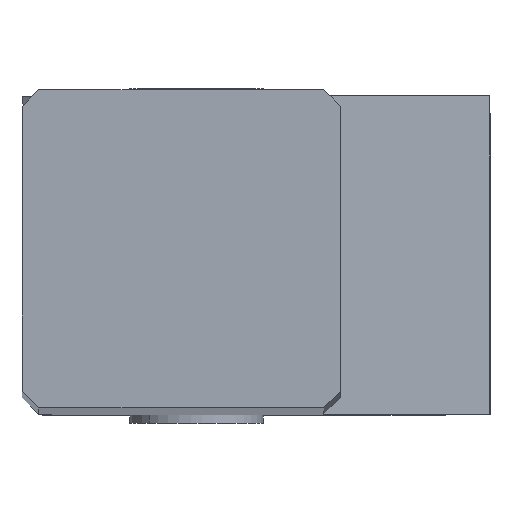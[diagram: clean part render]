
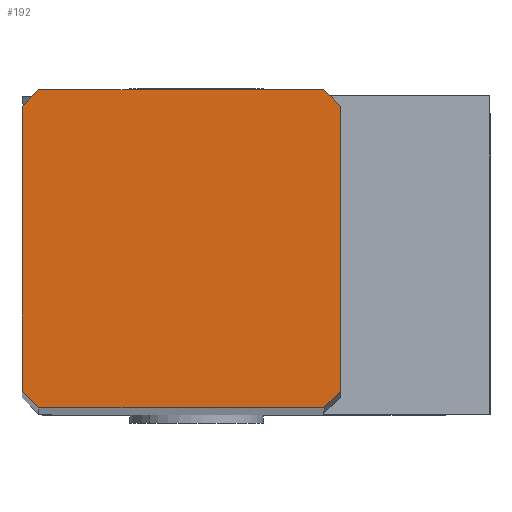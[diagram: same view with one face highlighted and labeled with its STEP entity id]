
A CAD part, top view. The second image highlights one B-rep face of the part: STEP entity #192.
In plain terms, the highlighted planar face has unit normal (0, 0, 1).
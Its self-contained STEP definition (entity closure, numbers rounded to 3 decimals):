
#120=FACE_OUTER_BOUND('',#311,.T.);
#192=ADVANCED_FACE('',(#120),#256,.T.);
#256=PLANE('',#1587);
#311=EDGE_LOOP('',(#475,#476,#477,#478,#479,#480,#481,#482));
#475=ORIENTED_EDGE('',*,*,#963,.T.);
#476=ORIENTED_EDGE('',*,*,#964,.F.);
#477=ORIENTED_EDGE('',*,*,#965,.F.);
#478=ORIENTED_EDGE('',*,*,#966,.F.);
#479=ORIENTED_EDGE('',*,*,#962,.F.);
#480=ORIENTED_EDGE('',*,*,#952,.F.);
#481=ORIENTED_EDGE('',*,*,#948,.F.);
#482=ORIENTED_EDGE('',*,*,#967,.F.);
#801=VERTEX_POINT('',#2254);
#802=VERTEX_POINT('',#2256);
#805=VERTEX_POINT('',#2264);
#812=VERTEX_POINT('',#2282);
#813=VERTEX_POINT('',#2286);
#814=VERTEX_POINT('',#2287);
#815=VERTEX_POINT('',#2289);
#816=VERTEX_POINT('',#2291);
#948=EDGE_CURVE('',#801,#802,#1260,.T.);
#952=EDGE_CURVE('',#802,#805,#1262,.T.);
#962=EDGE_CURVE('',#805,#812,#1272,.T.);
#963=EDGE_CURVE('',#813,#814,#1273,.T.);
#964=EDGE_CURVE('',#815,#814,#1274,.T.);
#965=EDGE_CURVE('',#816,#815,#1275,.T.);
#966=EDGE_CURVE('',#812,#816,#1276,.T.);
#967=EDGE_CURVE('',#813,#801,#1277,.T.);
#1260=LINE('',#2255,#1381);
#1262=LINE('',#2263,#1383);
#1272=LINE('',#2283,#1393);
#1273=LINE('',#2285,#1394);
#1274=LINE('',#2288,#1395);
#1275=LINE('',#2290,#1396);
#1276=LINE('',#2292,#1397);
#1277=LINE('',#2293,#1398);
#1381=VECTOR('',#1827,1.);
#1383=VECTOR('',#1835,1.);
#1393=VECTOR('',#1849,1.);
#1394=VECTOR('',#1852,1.);
#1395=VECTOR('',#1853,1.);
#1396=VECTOR('',#1854,1.);
#1397=VECTOR('',#1855,1.);
#1398=VECTOR('',#1856,1.);
#1587=AXIS2_PLACEMENT_3D('',#2294,#1857,#1858);
#1827=DIRECTION('',(-1.,0.,0.));
#1835=DIRECTION('',(-0.707,0.707,0.));
#1849=DIRECTION('',(0.,1.,0.));
#1852=DIRECTION('',(0.,1.,0.));
#1853=DIRECTION('',(0.707,-0.707,0.));
#1854=DIRECTION('',(1.,0.,0.));
#1855=DIRECTION('',(0.707,0.707,0.));
#1856=DIRECTION('',(-0.707,-0.707,0.));
#1857=DIRECTION('',(0.,0.,1.));
#1858=DIRECTION('',(1.,0.,0.));
#2254=CARTESIAN_POINT('',(-0.5,0.,0.));
#2255=CARTESIAN_POINT('',(-0.5,0.,0.));
#2256=CARTESIAN_POINT('',(-9.025,0.,0.));
#2263=CARTESIAN_POINT('',(-9.025,0.,0.));
#2264=CARTESIAN_POINT('',(-9.525,0.5,0.));
#2282=CARTESIAN_POINT('',(-9.525,9.025,0.));
#2283=CARTESIAN_POINT('',(-9.525,0.5,0.));
#2285=CARTESIAN_POINT('',(0.,0.5,0.));
#2286=CARTESIAN_POINT('',(0.,0.5,0.));
#2287=CARTESIAN_POINT('',(0.,9.025,0.));
#2288=CARTESIAN_POINT('',(-0.5,9.525,0.));
#2289=CARTESIAN_POINT('',(-0.5,9.525,0.));
#2290=CARTESIAN_POINT('',(-9.025,9.525,0.));
#2291=CARTESIAN_POINT('',(-9.025,9.525,0.));
#2292=CARTESIAN_POINT('',(-9.525,9.025,0.));
#2293=CARTESIAN_POINT('',(0.,0.5,0.));
#2294=CARTESIAN_POINT('',(-4.763,4.763,0.));
